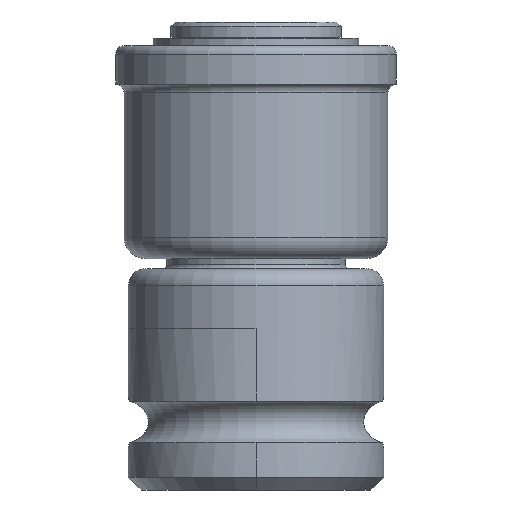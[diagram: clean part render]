
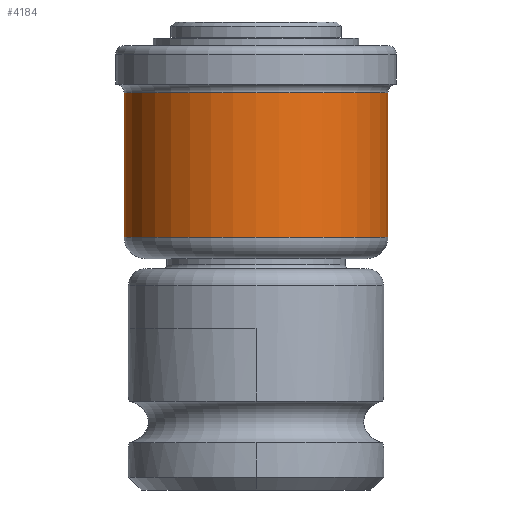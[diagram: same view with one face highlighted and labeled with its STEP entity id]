
A CAD part, left-side view. The second image highlights one B-rep face of the part: STEP entity #4184.
In plain terms, the highlighted cylindrical face has radius 15.5 mm (diameter 31 mm), a partial arc.
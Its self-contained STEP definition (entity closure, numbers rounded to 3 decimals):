
#3696=DIRECTION('',(0.,0.,-1.));
#3697=VECTOR('',#3696,17.);
#3698=CARTESIAN_POINT('',(15.,-0.5,-8.3));
#3699=LINE('',#3698,#3697);
#3705=DIRECTION('',(0.,0.,-1.));
#3706=VECTOR('',#3705,17.);
#3707=CARTESIAN_POINT('',(15.,30.5,-8.3));
#3708=LINE('',#3707,#3706);
#3767=CARTESIAN_POINT('',(15.,15.,-25.3));
#3768=DIRECTION('',(0.,0.,-1.));
#3769=DIRECTION('',(0.,-1.,0.));
#3770=AXIS2_PLACEMENT_3D('',#3767,#3768,#3769);
#3772=CARTESIAN_POINT('',(15.,15.,-8.3));
#3773=DIRECTION('',(0.,0.,1.));
#3774=DIRECTION('',(0.,1.,0.));
#3775=AXIS2_PLACEMENT_3D('',#3772,#3773,#3774);
#3966=CARTESIAN_POINT('',(15.,30.5,-8.3));
#3967=CARTESIAN_POINT('',(15.,-0.5,-8.3));
#3968=VERTEX_POINT('',#3966);
#3969=VERTEX_POINT('',#3967);
#3978=CARTESIAN_POINT('',(15.,-0.5,-25.3));
#3979=CARTESIAN_POINT('',(15.,30.5,-25.3));
#3980=VERTEX_POINT('',#3978);
#3981=VERTEX_POINT('',#3979);
#4172=CARTESIAN_POINT('',(15.,15.,-29.05));
#4173=DIRECTION('',(0.,0.,1.));
#4174=DIRECTION('',(0.,-1.,0.));
#4175=AXIS2_PLACEMENT_3D('',#4172,#4173,#4174);
#4176=CYLINDRICAL_SURFACE('',#4175,15.5);
#4177=ORIENTED_EDGE('',*,*,#4166,.T.);
#4178=ORIENTED_EDGE('',*,*,#4078,.F.);
#4180=ORIENTED_EDGE('',*,*,#4179,.T.);
#4181=ORIENTED_EDGE('',*,*,#4075,.T.);
#4182=EDGE_LOOP('',(#4177,#4178,#4180,#4181));
#4183=FACE_OUTER_BOUND('',#4182,.F.);
#4184=ADVANCED_FACE('',(#4183),#4176,.T.);
#3771=CIRCLE('',#3770,15.5);
#3776=CIRCLE('',#3775,15.5);
#4075=EDGE_CURVE('',#3969,#3980,#3699,.T.);
#4078=EDGE_CURVE('',#3968,#3981,#3708,.T.);
#4166=EDGE_CURVE('',#3980,#3981,#3771,.T.);
#4179=EDGE_CURVE('',#3968,#3969,#3776,.T.);
